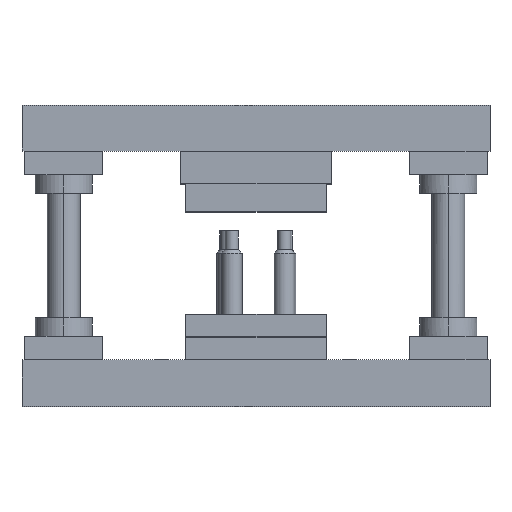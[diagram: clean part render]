
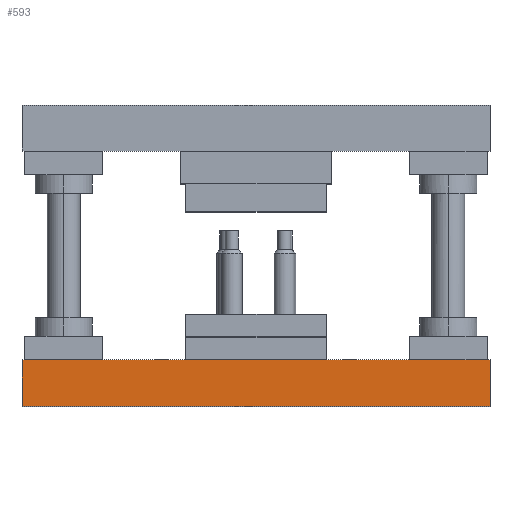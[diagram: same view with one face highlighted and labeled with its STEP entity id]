
A CAD part, top view. The second image highlights one B-rep face of the part: STEP entity #593.
In plain terms, the highlighted free-form (B-spline) face has degree [1, 1] with [2, 2] control points.
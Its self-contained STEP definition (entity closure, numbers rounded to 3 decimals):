
#593 = ADVANCED_FACE('',(#594),#624,.F.);
#594 = FACE_BOUND('',#595,.T.);
#595 = EDGE_LOOP('',(#596,#605,#612,#619));
#596 = ORIENTED_EDGE('',*,*,#597,.T.);
#597 = EDGE_CURVE('',#598,#600,#602,.T.);
#598 = VERTEX_POINT('',#599);
#599 = CARTESIAN_POINT('',(-224.001,0.,89.6));
#600 = VERTEX_POINT('',#601);
#601 = CARTESIAN_POINT('',(224.001,0.,89.6));
#602 = B_SPLINE_CURVE_WITH_KNOTS('',1,(#603,#604),.UNSPECIFIED.,.F.,.F.,
  (2,2),(-250.,250.),.PIECEWISE_BEZIER_KNOTS.);
#603 = CARTESIAN_POINT('',(-224.001,0.,89.6));
#604 = CARTESIAN_POINT('',(224.001,0.,89.6));
#605 = ORIENTED_EDGE('',*,*,#606,.F.);
#606 = EDGE_CURVE('',#607,#600,#609,.T.);
#607 = VERTEX_POINT('',#608);
#608 = CARTESIAN_POINT('',(224.001,44.8,
    89.6));
#609 = B_SPLINE_CURVE_WITH_KNOTS('',1,(#610,#611),.UNSPECIFIED.,.F.,.F.,
  (2,2),(-0.,50.),.PIECEWISE_BEZIER_KNOTS.);
#610 = CARTESIAN_POINT('',(224.001,44.8,
    89.6));
#611 = CARTESIAN_POINT('',(224.001,0.,89.6));
#612 = ORIENTED_EDGE('',*,*,#613,.F.);
#613 = EDGE_CURVE('',#614,#607,#616,.T.);
#614 = VERTEX_POINT('',#615);
#615 = CARTESIAN_POINT('',(-224.001,44.8,
    89.6));
#616 = B_SPLINE_CURVE_WITH_KNOTS('',1,(#617,#618),.UNSPECIFIED.,.F.,.F.,
  (2,2),(-250.,250.),.PIECEWISE_BEZIER_KNOTS.);
#617 = CARTESIAN_POINT('',(-224.001,44.8,
    89.6));
#618 = CARTESIAN_POINT('',(224.001,44.8,
    89.6));
#619 = ORIENTED_EDGE('',*,*,#620,.T.);
#620 = EDGE_CURVE('',#614,#598,#621,.T.);
#621 = B_SPLINE_CURVE_WITH_KNOTS('',1,(#622,#623),.UNSPECIFIED.,.F.,.F.,
  (2,2),(-0.,50.),.PIECEWISE_BEZIER_KNOTS.);
#622 = CARTESIAN_POINT('',(-224.001,44.8,
    89.6));
#623 = CARTESIAN_POINT('',(-224.001,0.,89.6));
#624 = B_SPLINE_SURFACE_WITH_KNOTS('',1,1,(
    (#625,#626)
    ,(#627,#628
    )),.UNSPECIFIED.,.F.,.F.,.F.,(2,2),(2,2),(-250.,250.),(-50.,0.),
  .PIECEWISE_BEZIER_KNOTS.);
#625 = CARTESIAN_POINT('',(224.001,0.,89.6));
#626 = CARTESIAN_POINT('',(224.001,44.8,
    89.6));
#627 = CARTESIAN_POINT('',(-224.001,0.,89.6));
#628 = CARTESIAN_POINT('',(-224.001,44.8,
    89.6));
